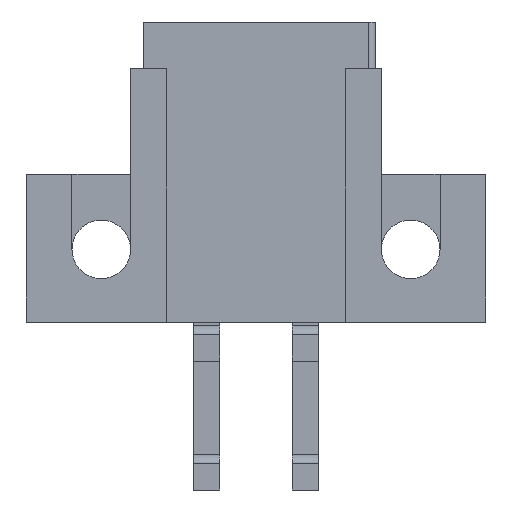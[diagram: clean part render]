
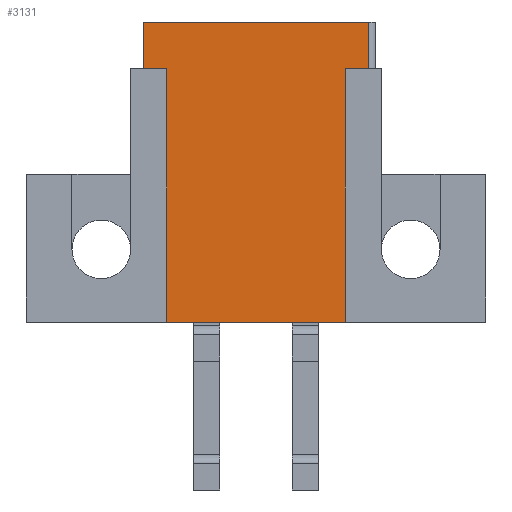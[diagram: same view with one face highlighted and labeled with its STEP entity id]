
A CAD part, front view. The second image highlights one B-rep face of the part: STEP entity #3131.
In plain terms, the highlighted planar face has unit normal (0, -1, 0).
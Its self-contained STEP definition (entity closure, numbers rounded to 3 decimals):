
#179=DIRECTION('',(1.,0.,0.));
#180=VECTOR('',#179,9.6);
#181=CARTESIAN_POINT('',(-4.8,-4.9,0.));
#182=LINE('',#181,#180);
#607=DIRECTION('',(0.,0.,-1.));
#608=VECTOR('',#607,2.);
#609=CARTESIAN_POINT('',(4.8,-4.9,0.));
#610=LINE('',#609,#608);
#900=DIRECTION('',(1.,0.,0.));
#901=VECTOR('',#900,7.608);
#902=CARTESIAN_POINT('',(-3.804,-4.9,-12.8));
#903=LINE('',#902,#901);
#1004=DIRECTION('',(0.,0.,1.));
#1005=VECTOR('',#1004,10.8);
#1006=CARTESIAN_POINT('',(3.804,-4.9,-12.8));
#1007=LINE('',#1006,#1005);
#1008=DIRECTION('',(0.,0.,1.));
#1009=VECTOR('',#1008,10.8);
#1010=CARTESIAN_POINT('',(-3.804,-4.9,-12.8));
#1011=LINE('',#1010,#1009);
#1012=DIRECTION('',(1.,0.,0.));
#1013=VECTOR('',#1012,0.996);
#1014=CARTESIAN_POINT('',(-4.8,-4.9,-2.));
#1015=LINE('',#1014,#1013);
#1016=DIRECTION('',(0.,0.,-1.));
#1017=VECTOR('',#1016,2.);
#1018=CARTESIAN_POINT('',(-4.8,-4.9,0.));
#1019=LINE('',#1018,#1017);
#1020=DIRECTION('',(-1.,0.,0.));
#1021=VECTOR('',#1020,0.996);
#1022=CARTESIAN_POINT('',(4.8,-4.9,-2.));
#1023=LINE('',#1022,#1021);
#1477=CARTESIAN_POINT('',(-4.8,-4.9,0.));
#1479=VERTEX_POINT('',#1477);
#1480=CARTESIAN_POINT('',(4.8,-4.9,0.));
#1481=VERTEX_POINT('',#1480);
#1544=CARTESIAN_POINT('',(3.804,-4.9,-12.8));
#1545=VERTEX_POINT('',#1544);
#1546=CARTESIAN_POINT('',(3.804,-4.9,-2.));
#1547=VERTEX_POINT('',#1546);
#1548=CARTESIAN_POINT('',(-3.804,-4.9,-12.8));
#1549=VERTEX_POINT('',#1548);
#1550=CARTESIAN_POINT('',(-3.804,-4.9,-2.));
#1551=VERTEX_POINT('',#1550);
#1840=CARTESIAN_POINT('',(4.8,-4.9,-2.));
#1841=VERTEX_POINT('',#1840);
#1842=CARTESIAN_POINT('',(-4.8,-4.9,-2.));
#1843=VERTEX_POINT('',#1842);
#3113=CARTESIAN_POINT('',(-4.8,-4.9,0.));
#3114=DIRECTION('',(0.,-1.,0.));
#3115=DIRECTION('',(1.,0.,0.));
#3116=AXIS2_PLACEMENT_3D('',#3113,#3114,#3115);
#3117=PLANE('',#3116);
#3119=ORIENTED_EDGE('',*,*,#3118,.F.);
#3120=ORIENTED_EDGE('',*,*,#3010,.F.);
#3122=ORIENTED_EDGE('',*,*,#3121,.T.);
#3123=ORIENTED_EDGE('',*,*,#3092,.F.);
#3124=ORIENTED_EDGE('',*,*,#3079,.F.);
#3125=ORIENTED_EDGE('',*,*,#1919,.T.);
#3126=ORIENTED_EDGE('',*,*,#2637,.T.);
#3128=ORIENTED_EDGE('',*,*,#3127,.T.);
#3129=EDGE_LOOP('',(#3119,#3120,#3122,#3123,#3124,#3125,#3126,#3128));
#3130=FACE_OUTER_BOUND('',#3129,.F.);
#1919=EDGE_CURVE('',#1479,#1481,#182,.T.);
#2637=EDGE_CURVE('',#1481,#1841,#610,.T.);
#3010=EDGE_CURVE('',#1549,#1545,#903,.T.);
#3079=EDGE_CURVE('',#1479,#1843,#1019,.T.);
#3092=EDGE_CURVE('',#1843,#1551,#1015,.T.);
#3118=EDGE_CURVE('',#1545,#1547,#1007,.T.);
#3121=EDGE_CURVE('',#1549,#1551,#1011,.T.);
#3127=EDGE_CURVE('',#1841,#1547,#1023,.T.);
#3131=ADVANCED_FACE('',(#3130),#3117,.T.);
